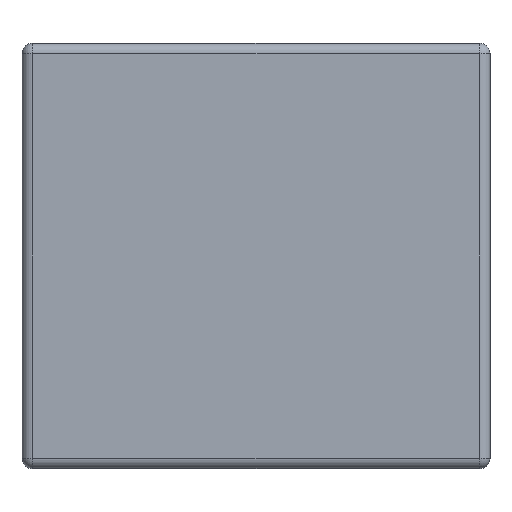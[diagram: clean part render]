
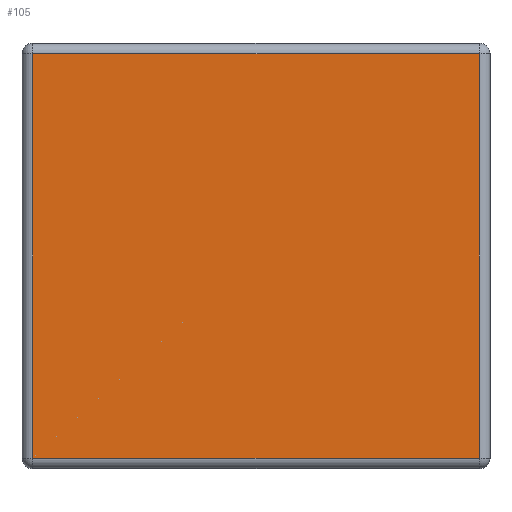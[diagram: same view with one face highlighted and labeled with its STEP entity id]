
A CAD part, left-side view. The second image highlights one B-rep face of the part: STEP entity #105.
In plain terms, the highlighted planar face has unit normal (-1, 0, 0).
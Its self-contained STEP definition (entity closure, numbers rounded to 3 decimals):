
#12 = ORIENTED_EDGE ( 'NONE', *, *, #18, .T. ) ;
#18 = EDGE_CURVE ( 'NONE', #91, #102, #447, .T. ) ;
#91 = VERTEX_POINT ( 'NONE', #674 ) ;
#95 = VERTEX_POINT ( 'NONE', #668 ) ;
#96 = EDGE_CURVE ( 'NONE', #98, #91, #727, .T. ) ;
#97 = ORIENTED_EDGE ( 'NONE', *, *, #96, .T. ) ;
#98 = VERTEX_POINT ( 'NONE', #723 ) ;
#99 = ORIENTED_EDGE ( 'NONE', *, *, #100, .T. ) ;
#100 = EDGE_CURVE ( 'NONE', #95, #98, #722, .T. ) ;
#101 = EDGE_CURVE ( 'NONE', #102, #95, #718, .T. ) ;
#102 = VERTEX_POINT ( 'NONE', #714 ) ;
#103 = EDGE_LOOP ( 'NONE', ( #104, #99, #97, #12 ) ) ;
#104 = ORIENTED_EDGE ( 'NONE', *, *, #101, .T. ) ;
#105 = ADVANCED_FACE ( 'NONE', ( #713 ), #761, .F. ) ;
#444 = DIRECTION ( 'NONE',  ( 0., 0., 1. ) ) ;
#445 = VECTOR ( 'NONE', #444, 1000. ) ;
#446 = CARTESIAN_POINT ( 'NONE',  ( -1.25, 0.05, 1. ) ) ;
#447 = LINE ( 'NONE', #446, #445 ) ;
#668 = CARTESIAN_POINT ( 'NONE',  ( -1.25, 2.15, 0.95 ) ) ;
#674 = CARTESIAN_POINT ( 'NONE',  ( -1.25, 0.05, -0.95 ) ) ;
#713 = FACE_OUTER_BOUND ( 'NONE', #103, .T. ) ;
#714 = CARTESIAN_POINT ( 'NONE',  ( -1.25, 0.05, 0.95 ) ) ;
#715 = DIRECTION ( 'NONE',  ( 0., 1., 0. ) ) ;
#716 = VECTOR ( 'NONE', #715, 1000. ) ;
#717 = CARTESIAN_POINT ( 'NONE',  ( -1.25, 2.2, 0.95 ) ) ;
#718 = LINE ( 'NONE', #717, #716 ) ;
#719 = DIRECTION ( 'NONE',  ( 0., 0., -1. ) ) ;
#720 = VECTOR ( 'NONE', #719, 1000. ) ;
#721 = CARTESIAN_POINT ( 'NONE',  ( -1.25, 2.15, 1. ) ) ;
#722 = LINE ( 'NONE', #721, #720 ) ;
#723 = CARTESIAN_POINT ( 'NONE',  ( -1.25, 2.15, -0.95 ) ) ;
#724 = DIRECTION ( 'NONE',  ( 0., -1., 0. ) ) ;
#725 = VECTOR ( 'NONE', #724, 1000. ) ;
#726 = CARTESIAN_POINT ( 'NONE',  ( -1.25, 2.2, -0.95 ) ) ;
#727 = LINE ( 'NONE', #726, #725 ) ;
#757 = DIRECTION ( 'NONE',  ( 0., 0., -1. ) ) ;
#758 = DIRECTION ( 'NONE',  ( 1., 0., 0. ) ) ;
#759 = CARTESIAN_POINT ( 'NONE',  ( -1.25, 2.2, 1. ) ) ;
#760 = AXIS2_PLACEMENT_3D ( 'NONE', #759, #758, #757 ) ;
#761 = PLANE ( 'NONE',  #760 ) ;
